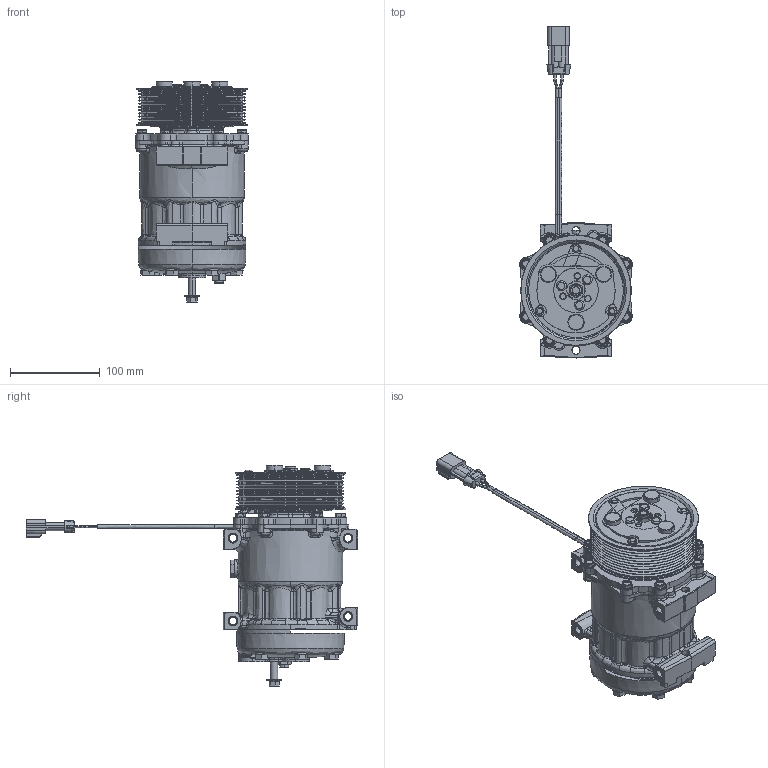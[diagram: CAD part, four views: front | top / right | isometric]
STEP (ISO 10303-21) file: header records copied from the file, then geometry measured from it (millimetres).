
FILE_DESCRIPTION(('CATIA V5 STEP Exchange'),'2;1');
FILE_NAME('4036a_Sanden_compressor_6_19_07.stp','2007-06-19T15:38:08+00:00',('none'),('none'),'CATIA Version 5 Release 16 (IN-10)','CATIA V5 STEP AP203','none');
FILE_SCHEMA(('CONFIG_CONTROL_DESIGN'));
Products named in the file (1): 4036
Bounding box: 125 x 368.97 x 246.22 mm (x, y, z)
Volume: 102 mm3; surface area: 222977.2 mm2
Topology: 2 solids, 3 shells, 2315 faces, 7830 edges, 5508 vertices
Faces by surface type: bspline 855, plane 646, cylinder 487, cone 168, torus 128, extrusion 18, revolution 9, sphere 4
Entity records: 166742 total; most frequent: CARTESIAN_POINT 111532, ORIENTED_EDGE 15574, EDGE_CURVE 7787, VERTEX_POINT 5509, DIRECTION 5435, B_SPLINE_CURVE_WITH_KNOTS 4878, EDGE_LOOP 2436, AXIS2_PLACEMENT_3D 2357
